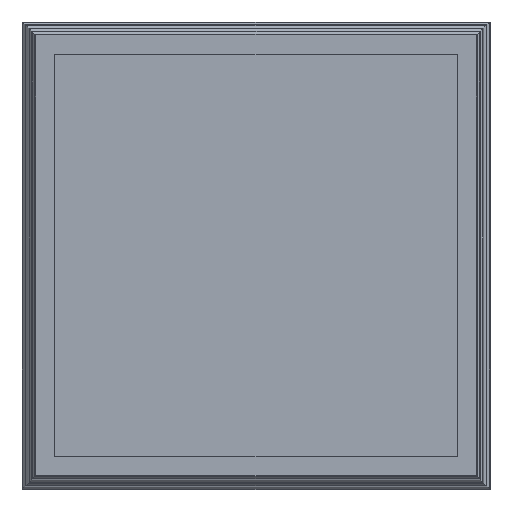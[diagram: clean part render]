
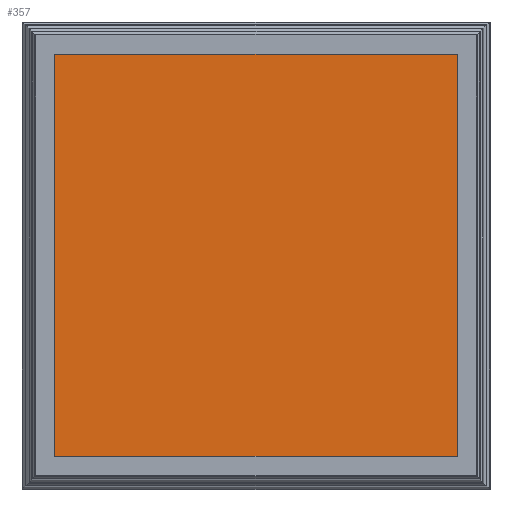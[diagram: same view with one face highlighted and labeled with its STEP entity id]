
A CAD part, top view. The second image highlights one B-rep face of the part: STEP entity #357.
In plain terms, the highlighted planar face has unit normal (0, 0, 1).
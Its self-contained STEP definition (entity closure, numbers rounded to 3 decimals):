
#70=FACE_OUTER_BOUND('',#499,.T.);
#173=LINE('',#1537,#285);
#174=LINE('',#1540,#286);
#175=LINE('',#1542,#287);
#176=LINE('',#1544,#288);
#285=VECTOR('',#1255,1.);
#286=VECTOR('',#1256,1.);
#287=VECTOR('',#1257,1.);
#288=VECTOR('',#1258,1.);
#357=ADVANCED_FACE('',(#70),#416,.T.);
#416=PLANE('',#1069);
#499=EDGE_LOOP('',(#695,#696,#697,#698));
#695=ORIENTED_EDGE('',*,*,#955,.T.);
#696=ORIENTED_EDGE('',*,*,#956,.T.);
#697=ORIENTED_EDGE('',*,*,#957,.T.);
#698=ORIENTED_EDGE('',*,*,#958,.T.);
#841=VERTEX_POINT('',#1538);
#842=VERTEX_POINT('',#1539);
#843=VERTEX_POINT('',#1541);
#844=VERTEX_POINT('',#1543);
#955=EDGE_CURVE('',#841,#842,#173,.T.);
#956=EDGE_CURVE('',#842,#843,#174,.T.);
#957=EDGE_CURVE('',#843,#844,#175,.T.);
#958=EDGE_CURVE('',#844,#841,#176,.T.);
#1069=AXIS2_PLACEMENT_3D('',#1545,#1259,#1260);
#1255=DIRECTION('',(0.,-1.,0.));
#1256=DIRECTION('',(1.,0.,0.));
#1257=DIRECTION('',(0.,1.,0.));
#1258=DIRECTION('',(-1.,0.,0.));
#1259=DIRECTION('',(0.,0.,1.));
#1260=DIRECTION('',(-1.,0.,0.));
#1537=CARTESIAN_POINT('',(-8.55,8.55,17.7));
#1538=CARTESIAN_POINT('',(-8.55,8.55,17.7));
#1539=CARTESIAN_POINT('',(-8.55,-8.55,17.7));
#1540=CARTESIAN_POINT('',(-8.55,-8.55,17.7));
#1541=CARTESIAN_POINT('',(8.55,-8.55,17.7));
#1542=CARTESIAN_POINT('',(8.55,-8.55,17.7));
#1543=CARTESIAN_POINT('',(8.55,8.55,17.7));
#1544=CARTESIAN_POINT('',(8.55,8.55,17.7));
#1545=CARTESIAN_POINT('',(0.,0.,17.7));
